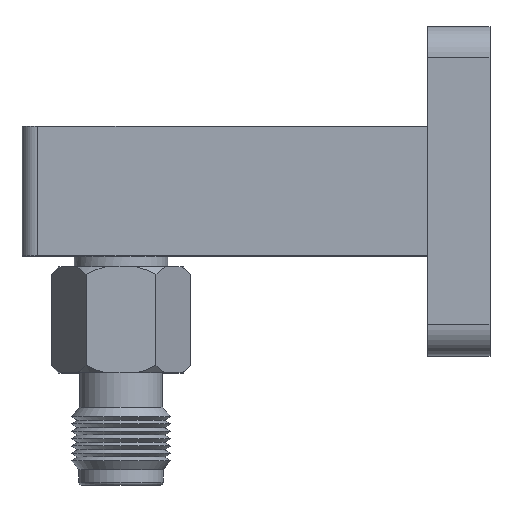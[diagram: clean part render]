
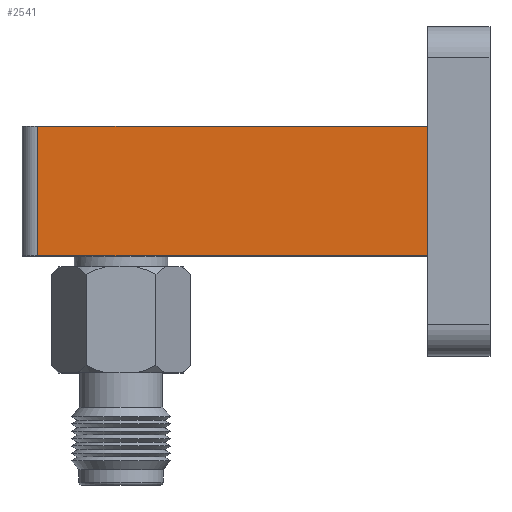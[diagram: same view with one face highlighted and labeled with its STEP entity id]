
A CAD part, top view. The second image highlights one B-rep face of the part: STEP entity #2541.
In plain terms, the highlighted planar face has unit normal (0, 0, 1).
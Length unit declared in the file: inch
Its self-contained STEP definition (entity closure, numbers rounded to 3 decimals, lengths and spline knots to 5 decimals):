
#113 = EDGE_CURVE ( 'NONE', #885, #1373, #1514, .T. ) ;
#142 = VECTOR ( 'NONE', #3259, 39.37008 ) ;
#291 = VECTOR ( 'NONE', #2462, 39.37008 ) ;
#305 = DIRECTION ( 'NONE',  ( -1., 0., 0. ) ) ;
#397 = DIRECTION ( 'NONE',  ( 1., 0., 0. ) ) ;
#704 = DIRECTION ( 'NONE',  ( 0., 1., 0. ) ) ;
#872 = CARTESIAN_POINT ( 'NONE',  ( -1.18108, -0.16351, 0.3938 ) ) ;
#885 = VERTEX_POINT ( 'NONE', #5508 ) ;
#952 = VERTEX_POINT ( 'NONE', #5741 ) ;
#1212 = EDGE_CURVE ( 'NONE', #1373, #952, #3850, .T. ) ;
#1373 = VERTEX_POINT ( 'NONE', #2600 ) ;
#1514 = LINE ( 'NONE', #872, #291 ) ;
#1683 = EDGE_CURVE ( 'NONE', #1792, #885, #2436, .T. ) ;
#1792 = VERTEX_POINT ( 'NONE', #2648 ) ;
#2057 = VECTOR ( 'NONE', #397, 39.37008 ) ;
#2275 = AXIS2_PLACEMENT_3D ( 'NONE', #3570, #4054, #305 ) ;
#2436 = LINE ( 'NONE', #3762, #142 ) ;
#2462 = DIRECTION ( 'NONE',  ( 1., 0., 0. ) ) ;
#2541 = ADVANCED_FACE ( 'NONE', ( #6032 ), #5966, .F. ) ;
#2600 = CARTESIAN_POINT ( 'NONE',  ( -0.15748, -0.16351, 0.3938 ) ) ;
#2648 = CARTESIAN_POINT ( 'NONE',  ( -1.14108, 0.16351, 0.3938 ) ) ;
#3259 = DIRECTION ( 'NONE',  ( 0., -1., 0. ) ) ;
#3570 = CARTESIAN_POINT ( 'NONE',  ( -1.18108, -0.16351, 0.3938 ) ) ;
#3697 = EDGE_CURVE ( 'NONE', #1792, #952, #4597, .T. ) ;
#3762 = CARTESIAN_POINT ( 'NONE',  ( -1.14108, -0.16351, 0.3938 ) ) ;
#3850 = LINE ( 'NONE', #5600, #4819 ) ;
#4012 = ORIENTED_EDGE ( 'NONE', *, *, #113, .T. ) ;
#4054 = DIRECTION ( 'NONE',  ( 0., 0., -1. ) ) ;
#4059 = EDGE_LOOP ( 'NONE', ( #5217, #4779, #4012, #5443 ) ) ;
#4225 = CARTESIAN_POINT ( 'NONE',  ( -1.18108, 0.16351, 0.3938 ) ) ;
#4597 = LINE ( 'NONE', #4225, #2057 ) ;
#4779 = ORIENTED_EDGE ( 'NONE', *, *, #1683, .T. ) ;
#4819 = VECTOR ( 'NONE', #704, 39.37008 ) ;
#5217 = ORIENTED_EDGE ( 'NONE', *, *, #3697, .F. ) ;
#5443 = ORIENTED_EDGE ( 'NONE', *, *, #1212, .T. ) ;
#5508 = CARTESIAN_POINT ( 'NONE',  ( -1.14108, -0.16351, 0.3938 ) ) ;
#5600 = CARTESIAN_POINT ( 'NONE',  ( -0.15748, -0.16351, 0.3938 ) ) ;
#5741 = CARTESIAN_POINT ( 'NONE',  ( -0.15748, 0.16351, 0.3938 ) ) ;
#5966 = PLANE ( 'NONE',  #2275 ) ;
#6032 = FACE_OUTER_BOUND ( 'NONE', #4059, .T. ) ;
